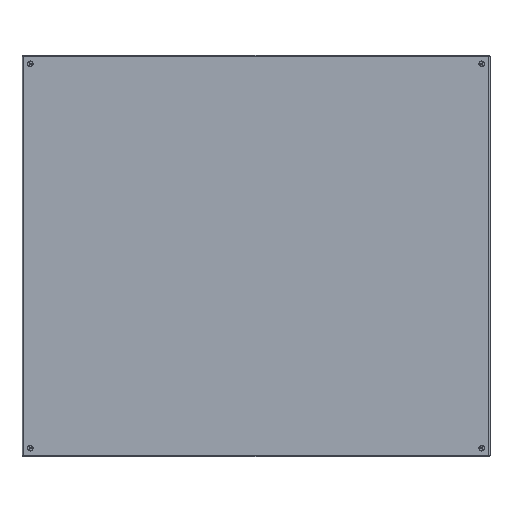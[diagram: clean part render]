
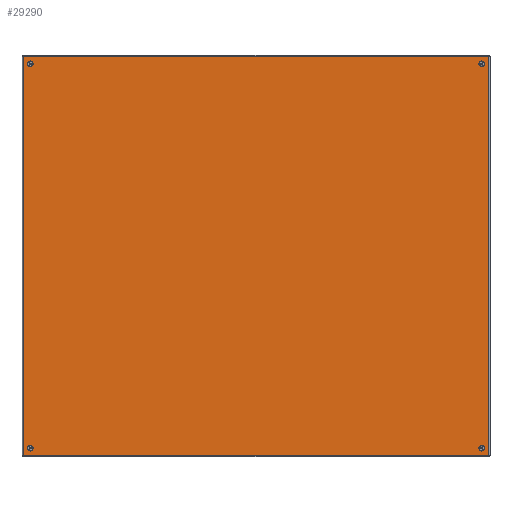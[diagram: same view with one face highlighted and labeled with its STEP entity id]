
A CAD part, left-side view. The second image highlights one B-rep face of the part: STEP entity #29290.
In plain terms, the highlighted face is planar.
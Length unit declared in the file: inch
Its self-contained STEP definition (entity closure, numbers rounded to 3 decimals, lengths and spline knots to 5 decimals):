
#940 = DIRECTION ( 'NONE',  ( 0., 0., 1. ) ) ;
#2753 = CARTESIAN_POINT ( 'NONE',  ( -17.25, 0., -20.5 ) ) ;
#2934 = VECTOR ( 'NONE', #940, 39.37008 ) ;
#3104 = DIRECTION ( 'NONE',  ( 1., 0., 0. ) ) ;
#3206 = CARTESIAN_POINT ( 'NONE',  ( 17.25, 0., -20.5 ) ) ;
#3881 = ORIENTED_EDGE ( 'NONE', *, *, #41874, .T. ) ;
#4813 = CARTESIAN_POINT ( 'NONE',  ( -17.25, 0., -20. ) ) ;
#5812 = ORIENTED_EDGE ( 'NONE', *, *, #31052, .T. ) ;
#6575 = EDGE_LOOP ( 'NONE', ( #28937, #62376 ) ) ;
#6624 = VERTEX_POINT ( 'NONE', #2753 ) ;
#7109 = CARTESIAN_POINT ( 'NONE',  ( 17.25, 0., -20. ) ) ;
#9200 = CARTESIAN_POINT ( 'NONE',  ( 17.25, 0., 20.5 ) ) ;
#12644 = VECTOR ( 'NONE', #36042, 39.37008 ) ;
#13021 = AXIS2_PLACEMENT_3D ( 'NONE', #71605, #85141, #44936 ) ;
#13306 = CIRCLE ( 'NONE', #86068, 0.25 ) ;
#14232 = CARTESIAN_POINT ( 'NONE',  ( -17.928, 0., 0. ) ) ;
#15606 = DIRECTION ( 'NONE',  ( 0., 0., 1. ) ) ;
#15751 = EDGE_LOOP ( 'NONE', ( #3881, #75116 ) ) ;
#17854 = AXIS2_PLACEMENT_3D ( 'NONE', #35688, #29234, #15606 ) ;
#17972 = EDGE_CURVE ( 'NONE', #63189, #23495, #61830, .T. ) ;
#18093 = PLANE ( 'NONE',  #30938 ) ;
#20720 = EDGE_CURVE ( 'NONE', #56794, #43311, #86107, .T. ) ;
#21615 = ORIENTED_EDGE ( 'NONE', *, *, #79044, .T. ) ;
#22911 = CIRCLE ( 'NONE', #45398, 0.25 ) ;
#23495 = VERTEX_POINT ( 'NONE', #63888 ) ;
#24752 = CARTESIAN_POINT ( 'NONE',  ( 0., 0., 0. ) ) ;
#25577 = FACE_BOUND ( 'NONE', #42255, .T. ) ;
#26207 = EDGE_CURVE ( 'NONE', #23495, #43006, #36619, .T. ) ;
#26431 = VERTEX_POINT ( 'NONE', #54508 ) ;
#26564 = AXIS2_PLACEMENT_3D ( 'NONE', #67548, #33565, #66692 ) ;
#26681 = VERTEX_POINT ( 'NONE', #3206 ) ;
#28639 = FACE_BOUND ( 'NONE', #6575, .T. ) ;
#28937 = ORIENTED_EDGE ( 'NONE', *, *, #59288, .T. ) ;
#29234 = DIRECTION ( 'NONE',  ( 0., -1., 0. ) ) ;
#29290 = ADVANCED_FACE ( 'NONE', ( #55913, #54871, #84307, #28639, #25577 ), #18093, .T. ) ;
#29305 = DIRECTION ( 'NONE',  ( 0., -1., 0. ) ) ;
#30331 = CARTESIAN_POINT ( 'NONE',  ( -17.25, 0., 20.25 ) ) ;
#30345 = EDGE_LOOP ( 'NONE', ( #75835, #32745, #40538, #21615 ) ) ;
#30738 = CARTESIAN_POINT ( 'NONE',  ( -17.25, 0., 20.5 ) ) ;
#30938 = AXIS2_PLACEMENT_3D ( 'NONE', #24752, #57551, #71335 ) ;
#31052 = EDGE_CURVE ( 'NONE', #26681, #73826, #82564, .T. ) ;
#31578 = AXIS2_PLACEMENT_3D ( 'NONE', #76780, #36600, #83567 ) ;
#32626 = CIRCLE ( 'NONE', #82196, 0.25 ) ;
#32745 = ORIENTED_EDGE ( 'NONE', *, *, #26207, .T. ) ;
#33565 = DIRECTION ( 'NONE',  ( 0., -1., 0. ) ) ;
#35688 = CARTESIAN_POINT ( 'NONE',  ( 17.25, 0., -20.25 ) ) ;
#36042 = DIRECTION ( 'NONE',  ( -1., 0., 0. ) ) ;
#36317 = EDGE_CURVE ( 'NONE', #6624, #67447, #44251, .T. ) ;
#36600 = DIRECTION ( 'NONE',  ( 0., -1., 0. ) ) ;
#36619 = LINE ( 'NONE', #64811, #68082 ) ;
#40538 = ORIENTED_EDGE ( 'NONE', *, *, #45273, .T. ) ;
#40664 = LINE ( 'NONE', #14232, #2934 ) ;
#41874 = EDGE_CURVE ( 'NONE', #43311, #56794, #80808, .T. ) ;
#42255 = EDGE_LOOP ( 'NONE', ( #47483, #83282 ) ) ;
#42372 = DIRECTION ( 'NONE',  ( 0., -1., 0. ) ) ;
#43006 = VERTEX_POINT ( 'NONE', #74285 ) ;
#43311 = VERTEX_POINT ( 'NONE', #9200 ) ;
#43527 = CARTESIAN_POINT ( 'NONE',  ( -17.25, 0., -20.25 ) ) ;
#44251 = CIRCLE ( 'NONE', #31578, 0.25 ) ;
#44936 = DIRECTION ( 'NONE',  ( 0., 0., 1. ) ) ;
#45273 = EDGE_CURVE ( 'NONE', #43006, #26431, #64963, .T. ) ;
#45380 = VERTEX_POINT ( 'NONE', #30738 ) ;
#45398 = AXIS2_PLACEMENT_3D ( 'NONE', #30331, #49448, #76124 ) ;
#47483 = ORIENTED_EDGE ( 'NONE', *, *, #69004, .T. ) ;
#49448 = DIRECTION ( 'NONE',  ( 0., -1., 0. ) ) ;
#51108 = CARTESIAN_POINT ( 'NONE',  ( 17.25, 0., 20. ) ) ;
#51145 = DIRECTION ( 'NONE',  ( 0., 0., 1. ) ) ;
#51957 = AXIS2_PLACEMENT_3D ( 'NONE', #57836, #78432, #51145 ) ;
#54508 = CARTESIAN_POINT ( 'NONE',  ( -17.928, 0., -20.892 ) ) ;
#54871 = FACE_BOUND ( 'NONE', #15751, .T. ) ;
#55913 = FACE_OUTER_BOUND ( 'NONE', #30345, .T. ) ;
#56160 = CARTESIAN_POINT ( 'NONE',  ( 0., 0., 20.892 ) ) ;
#56463 = DIRECTION ( 'NONE',  ( 0., 0., 1. ) ) ;
#56794 = VERTEX_POINT ( 'NONE', #51108 ) ;
#56868 = EDGE_LOOP ( 'NONE', ( #79277, #5812 ) ) ;
#57551 = DIRECTION ( 'NONE',  ( 0., 1., 0. ) ) ;
#57836 = CARTESIAN_POINT ( 'NONE',  ( 17.25, 0., 20.25 ) ) ;
#59288 = EDGE_CURVE ( 'NONE', #45380, #78512, #22911, .T. ) ;
#59657 = CARTESIAN_POINT ( 'NONE',  ( -17.25, 0., 20. ) ) ;
#61830 = LINE ( 'NONE', #56160, #68142 ) ;
#62376 = ORIENTED_EDGE ( 'NONE', *, *, #67529, .T. ) ;
#63189 = VERTEX_POINT ( 'NONE', #77670 ) ;
#63888 = CARTESIAN_POINT ( 'NONE',  ( 17.928, 0., 20.892 ) ) ;
#64811 = CARTESIAN_POINT ( 'NONE',  ( 17.928, 0., 0. ) ) ;
#64963 = LINE ( 'NONE', #76237, #12644 ) ;
#66692 = DIRECTION ( 'NONE',  ( 0., 0., 1. ) ) ;
#67447 = VERTEX_POINT ( 'NONE', #4813 ) ;
#67529 = EDGE_CURVE ( 'NONE', #78512, #45380, #75012, .T. ) ;
#67548 = CARTESIAN_POINT ( 'NONE',  ( 17.25, 0., 20.25 ) ) ;
#67818 = EDGE_CURVE ( 'NONE', #73826, #26681, #13306, .T. ) ;
#68082 = VECTOR ( 'NONE', #84821, 39.37008 ) ;
#68142 = VECTOR ( 'NONE', #3104, 39.37008 ) ;
#68332 = DIRECTION ( 'NONE',  ( 0., 0., 1. ) ) ;
#69004 = EDGE_CURVE ( 'NONE', #67447, #6624, #32626, .T. ) ;
#71335 = DIRECTION ( 'NONE',  ( 0., 0., 1. ) ) ;
#71605 = CARTESIAN_POINT ( 'NONE',  ( -17.25, 0., 20.25 ) ) ;
#73826 = VERTEX_POINT ( 'NONE', #7109 ) ;
#74285 = CARTESIAN_POINT ( 'NONE',  ( 17.928, 0., -20.892 ) ) ;
#75012 = CIRCLE ( 'NONE', #13021, 0.25 ) ;
#75116 = ORIENTED_EDGE ( 'NONE', *, *, #20720, .T. ) ;
#75835 = ORIENTED_EDGE ( 'NONE', *, *, #17972, .T. ) ;
#76124 = DIRECTION ( 'NONE',  ( 0., 0., 1. ) ) ;
#76237 = CARTESIAN_POINT ( 'NONE',  ( 0., 0., -20.892 ) ) ;
#76780 = CARTESIAN_POINT ( 'NONE',  ( -17.25, 0., -20.25 ) ) ;
#77670 = CARTESIAN_POINT ( 'NONE',  ( -17.928, 0., 20.892 ) ) ;
#78432 = DIRECTION ( 'NONE',  ( 0., -1., 0. ) ) ;
#78512 = VERTEX_POINT ( 'NONE', #59657 ) ;
#79044 = EDGE_CURVE ( 'NONE', #26431, #63189, #40664, .T. ) ;
#79277 = ORIENTED_EDGE ( 'NONE', *, *, #67818, .T. ) ;
#80808 = CIRCLE ( 'NONE', #26564, 0.25 ) ;
#81862 = CARTESIAN_POINT ( 'NONE',  ( 17.25, 0., -20.25 ) ) ;
#82196 = AXIS2_PLACEMENT_3D ( 'NONE', #43527, #42372, #56463 ) ;
#82564 = CIRCLE ( 'NONE', #17854, 0.25 ) ;
#83282 = ORIENTED_EDGE ( 'NONE', *, *, #36317, .T. ) ;
#83567 = DIRECTION ( 'NONE',  ( 0., 0., 1. ) ) ;
#84307 = FACE_BOUND ( 'NONE', #56868, .T. ) ;
#84821 = DIRECTION ( 'NONE',  ( 0., 0., -1. ) ) ;
#85141 = DIRECTION ( 'NONE',  ( 0., -1., 0. ) ) ;
#86068 = AXIS2_PLACEMENT_3D ( 'NONE', #81862, #29305, #68332 ) ;
#86107 = CIRCLE ( 'NONE', #51957, 0.25 ) ;
